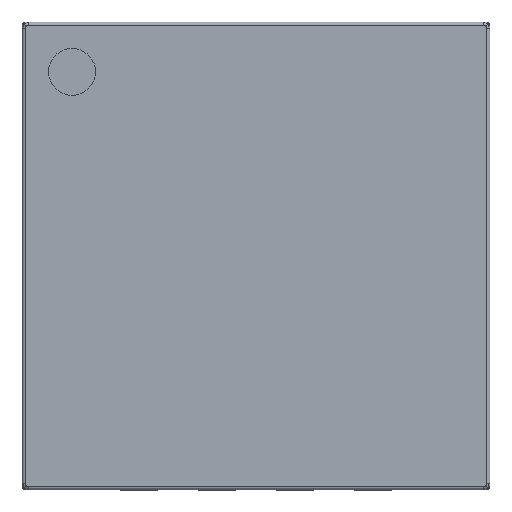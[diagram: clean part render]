
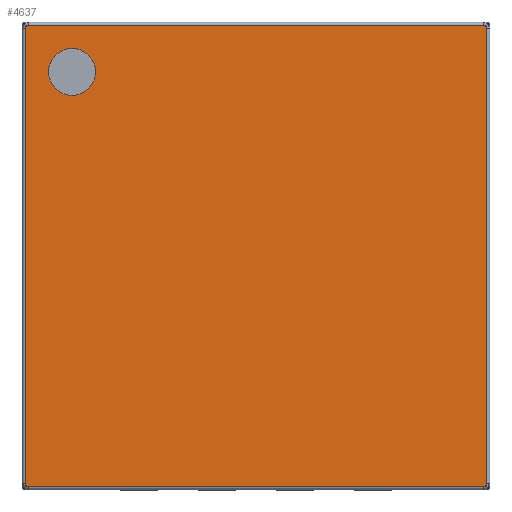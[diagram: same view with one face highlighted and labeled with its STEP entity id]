
A CAD part, top view. The second image highlights one B-rep face of the part: STEP entity #4637.
In plain terms, the highlighted face is planar.
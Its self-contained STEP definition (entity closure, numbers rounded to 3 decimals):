
#19=FACE_BOUND('',#1695,.T.);
#132=PLANE('',#5012);
#655=LINE('',#9325,#1115);
#657=LINE('',#9365,#1117);
#659=LINE('',#9368,#1119);
#661=LINE('',#9373,#1121);
#1115=VECTOR('',#6024,10.);
#1117=VECTOR('',#6030,10.);
#1119=VECTOR('',#6034,10.);
#1121=VECTOR('',#6042,10.);
#1431=FACE_OUTER_BOUND('',#1694,.T.);
#1694=EDGE_LOOP('',(#4062,#4063,#4064,#4065,#4066,#4067,#4068,#4069,#4070,
#4071,#4072,#4073));
#1695=EDGE_LOOP('',(#4074));
#1768=CIRCLE('',#4725,0.02);
#1771=CIRCLE('',#4728,0.02);
#1778=CIRCLE('',#4735,0.02);
#1781=CIRCLE('',#4738,0.02);
#1788=CIRCLE('',#4745,0.02);
#1791=CIRCLE('',#4748,0.02);
#1812=CIRCLE('',#4769,0.02);
#1815=CIRCLE('',#4772,0.02);
#1848=CIRCLE('',#4806,0.15);
#1980=VERTEX_POINT('',#6366);
#1981=VERTEX_POINT('',#6373);
#1983=VERTEX_POINT('',#6419);
#1992=VERTEX_POINT('',#6604);
#1993=VERTEX_POINT('',#6611);
#1995=VERTEX_POINT('',#6657);
#2004=VERTEX_POINT('',#6842);
#2005=VERTEX_POINT('',#6849);
#2007=VERTEX_POINT('',#6895);
#2032=VERTEX_POINT('',#7410);
#2033=VERTEX_POINT('',#7417);
#2035=VERTEX_POINT('',#7463);
#2074=VERTEX_POINT('',#8227);
#2392=EDGE_CURVE('',#1980,#1981,#1768,.T.);
#2396=EDGE_CURVE('',#1983,#1980,#1771,.T.);
#2408=EDGE_CURVE('',#1992,#1993,#1778,.T.);
#2412=EDGE_CURVE('',#1995,#1992,#1781,.T.);
#2424=EDGE_CURVE('',#2004,#2005,#1788,.T.);
#2428=EDGE_CURVE('',#2007,#2004,#1791,.T.);
#2462=EDGE_CURVE('',#2032,#2033,#1812,.T.);
#2466=EDGE_CURVE('',#2035,#2032,#1815,.T.);
#2518=EDGE_CURVE('',#2074,#2074,#1848,.T.);
#2957=EDGE_CURVE('',#2033,#1995,#655,.T.);
#2960=EDGE_CURVE('',#1993,#1983,#657,.T.);
#2962=EDGE_CURVE('',#1981,#2007,#659,.T.);
#2964=EDGE_CURVE('',#2005,#2035,#661,.T.);
#4062=ORIENTED_EDGE('',*,*,#2396,.F.);
#4063=ORIENTED_EDGE('',*,*,#2960,.F.);
#4064=ORIENTED_EDGE('',*,*,#2408,.F.);
#4065=ORIENTED_EDGE('',*,*,#2412,.F.);
#4066=ORIENTED_EDGE('',*,*,#2957,.F.);
#4067=ORIENTED_EDGE('',*,*,#2462,.F.);
#4068=ORIENTED_EDGE('',*,*,#2466,.F.);
#4069=ORIENTED_EDGE('',*,*,#2964,.F.);
#4070=ORIENTED_EDGE('',*,*,#2424,.F.);
#4071=ORIENTED_EDGE('',*,*,#2428,.F.);
#4072=ORIENTED_EDGE('',*,*,#2962,.F.);
#4073=ORIENTED_EDGE('',*,*,#2392,.F.);
#4074=ORIENTED_EDGE('',*,*,#2518,.T.);
#4637=ADVANCED_FACE('',(#1431,#19),#132,.T.);
#4725=AXIS2_PLACEMENT_3D('',#6374,#5106,#5107);
#4728=AXIS2_PLACEMENT_3D('',#6421,#5112,#5113);
#4735=AXIS2_PLACEMENT_3D('',#6612,#5126,#5127);
#4738=AXIS2_PLACEMENT_3D('',#6659,#5132,#5133);
#4745=AXIS2_PLACEMENT_3D('',#6850,#5146,#5147);
#4748=AXIS2_PLACEMENT_3D('',#6897,#5152,#5153);
#4769=AXIS2_PLACEMENT_3D('',#7418,#5194,#5195);
#4772=AXIS2_PLACEMENT_3D('',#7465,#5200,#5201);
#4806=AXIS2_PLACEMENT_3D('',#8228,#5268,#5269);
#5012=AXIS2_PLACEMENT_3D('',#9386,#6066,#6067);
#5106=DIRECTION('center_axis',(0.,-1.,0.));
#5107=DIRECTION('ref_axis',(0.707,0.,0.707));
#5112=DIRECTION('center_axis',(0.,-1.,0.));
#5113=DIRECTION('ref_axis',(0.707,0.,0.707));
#5126=DIRECTION('center_axis',(0.,-1.,0.));
#5127=DIRECTION('ref_axis',(0.707,0.,-0.707));
#5132=DIRECTION('center_axis',(0.,-1.,0.));
#5133=DIRECTION('ref_axis',(0.707,0.,-0.707));
#5146=DIRECTION('center_axis',(0.,-1.,0.));
#5147=DIRECTION('ref_axis',(-0.707,0.,0.707));
#5152=DIRECTION('center_axis',(0.,-1.,0.));
#5153=DIRECTION('ref_axis',(-0.707,0.,0.707));
#5194=DIRECTION('center_axis',(0.,-1.,0.));
#5195=DIRECTION('ref_axis',(-0.707,0.,-0.707));
#5200=DIRECTION('center_axis',(0.,-1.,0.));
#5201=DIRECTION('ref_axis',(-0.707,0.,-0.707));
#5268=DIRECTION('center_axis',(0.,-1.,0.));
#5269=DIRECTION('ref_axis',(-1.,0.,0.));
#6024=DIRECTION('',(1.,0.,0.));
#6030=DIRECTION('',(0.,0.,1.));
#6034=DIRECTION('',(-1.,0.,0.));
#6042=DIRECTION('',(0.,0.,-1.));
#6066=DIRECTION('center_axis',(0.,1.,0.));
#6067=DIRECTION('ref_axis',(1.,0.,0.));
#6366=CARTESIAN_POINT('',(1.474,0.975,1.474));
#6373=CARTESIAN_POINT('',(1.46,0.975,1.48));
#6374=CARTESIAN_POINT('Origin',(1.46,0.975,1.46));
#6419=CARTESIAN_POINT('',(1.48,0.975,1.46));
#6421=CARTESIAN_POINT('Origin',(1.46,0.975,1.46));
#6604=CARTESIAN_POINT('',(1.474,0.975,-1.474));
#6611=CARTESIAN_POINT('',(1.48,0.975,-1.46));
#6612=CARTESIAN_POINT('Origin',(1.46,0.975,-1.46));
#6657=CARTESIAN_POINT('',(1.46,0.975,-1.48));
#6659=CARTESIAN_POINT('Origin',(1.46,0.975,-1.46));
#6842=CARTESIAN_POINT('',(-1.474,0.975,1.474));
#6849=CARTESIAN_POINT('',(-1.48,0.975,1.46));
#6850=CARTESIAN_POINT('Origin',(-1.46,0.975,1.46));
#6895=CARTESIAN_POINT('',(-1.46,0.975,1.48));
#6897=CARTESIAN_POINT('Origin',(-1.46,0.975,1.46));
#7410=CARTESIAN_POINT('',(-1.474,0.975,-1.474));
#7417=CARTESIAN_POINT('',(-1.46,0.975,-1.48));
#7418=CARTESIAN_POINT('Origin',(-1.46,0.975,-1.46));
#7463=CARTESIAN_POINT('',(-1.48,0.975,-1.46));
#7465=CARTESIAN_POINT('Origin',(-1.46,0.975,-1.46));
#8227=CARTESIAN_POINT('',(-1.03,0.975,-1.18));
#8228=CARTESIAN_POINT('Origin',(-1.18,0.975,-1.18));
#9325=CARTESIAN_POINT('',(0.75,0.975,-1.48));
#9365=CARTESIAN_POINT('',(1.48,0.975,0.75));
#9368=CARTESIAN_POINT('',(-0.75,0.975,1.48));
#9373=CARTESIAN_POINT('',(-1.48,0.975,-0.75));
#9386=CARTESIAN_POINT('Origin',(0.,0.975,0.));
